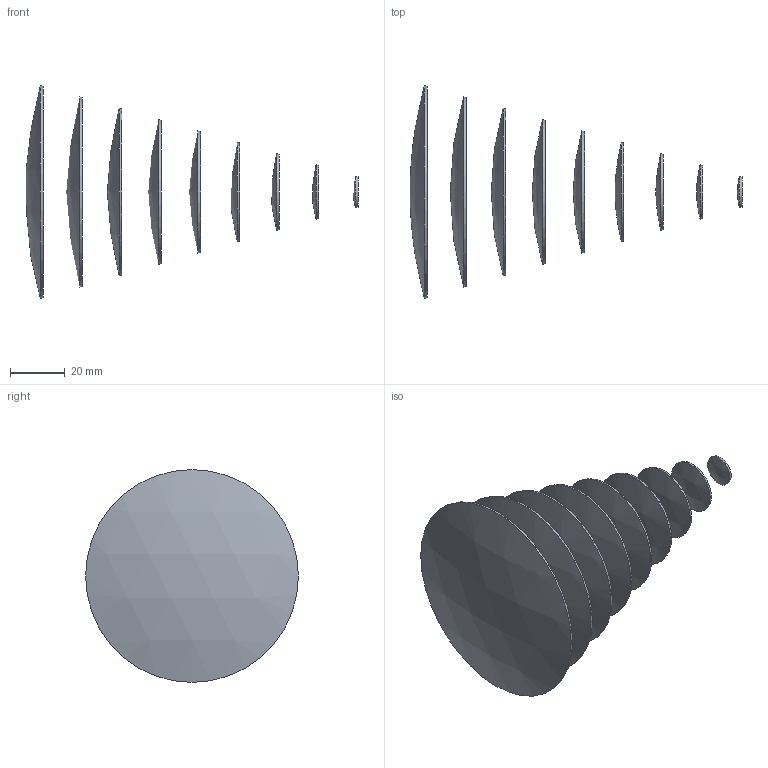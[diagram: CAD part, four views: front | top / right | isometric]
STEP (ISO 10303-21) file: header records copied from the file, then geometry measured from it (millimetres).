
FILE_DESCRIPTION(/* description */ (''),/* implementation_level */ '2;1');
FILE_NAME(/* name */ '00_light_inline_holography.ipt.step',/* time_stamp */ '2022-11-29T07:43:47+01:00',/* author */ ('marsikovabarbora'),/* organization */ (''),/* preprocessor_version */ 'ST-DEVELOPER v18.1',/* originating_system */ 'Autodesk Inventor 2022',/* authorisation */ '');
FILE_SCHEMA (('AUTOMOTIVE_DESIGN { 1 0 10303 214 3 1 1 }'));
Length unit declared in the file: millimetre
Products named in the file (1): 00_light_inline_holography
Bounding box: 121.56 x 77.91 x 77.91 mm (x, y, z)
Volume: 17564.5 mm3; surface area: 36387.1 mm2
Topology: 9 solids, 9 shells, 27 faces, 27 edges, 18 vertices
Faces by surface type: sphere 18, cone 9
Entity records: 532 total; most frequent: DIRECTION 101, CARTESIAN_POINT 73, ORIENTED_EDGE 54, AXIS2_PLACEMENT_3D 46, FACE_OUTER_BOUND 27, EDGE_LOOP 27, EDGE_CURVE 27, ADVANCED_FACE 27
